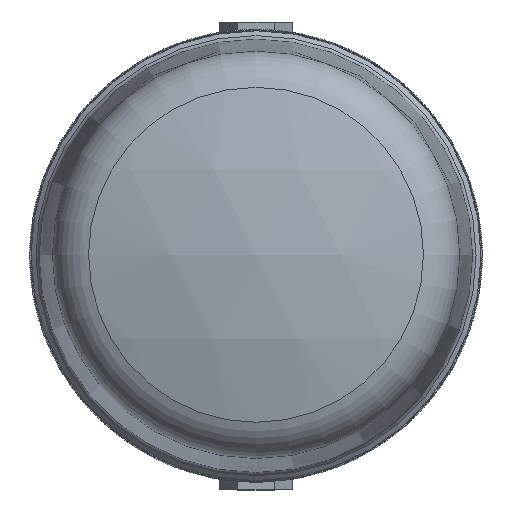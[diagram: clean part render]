
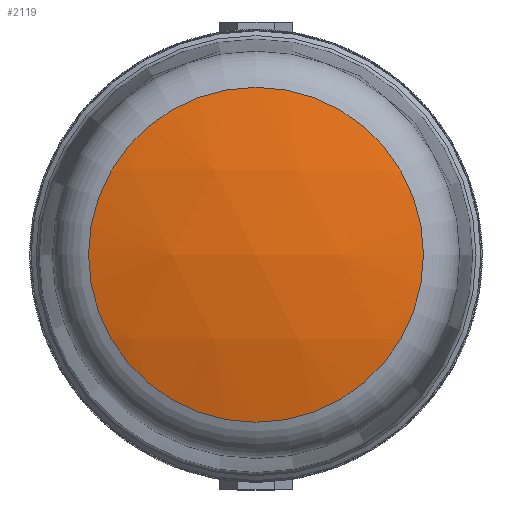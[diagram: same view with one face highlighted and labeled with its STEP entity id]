
A CAD part, top view. The second image highlights one B-rep face of the part: STEP entity #2119.
In plain terms, the highlighted spherical face has radius 210 mm.
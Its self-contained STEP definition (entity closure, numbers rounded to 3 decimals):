
#776=SPHERICAL_SURFACE('',#20092,210.);
#2119=ADVANCED_FACE('',(#3959),#776,.T.);
#3959=FACE_OUTER_BOUND('',#4990,.T.);
#4990=EDGE_LOOP('',(#13028));
#13028=ORIENTED_EDGE('',*,*,#15128,.T.);
#13527=VERTEX_POINT('',#25412);
#15128=EDGE_CURVE('',#13527,#13527,#17670,.T.);
#17670=CIRCLE('',#18462,59.698);
#18462=AXIS2_PLACEMENT_3D('',#25411,#20380,#20381);
#20092=AXIS2_PLACEMENT_3D('',#31045,#24805,#24806);
#20380=DIRECTION('',(0.,0.,1.));
#20381=DIRECTION('',(-1.,0.,0.));
#24805=DIRECTION('',(0.,-1.,0.));
#24806=DIRECTION('',(-1.,0.,0.));
#25411=CARTESIAN_POINT('',(0.,0.,228.136));
#25412=CARTESIAN_POINT('',(-59.698,0.,228.136));
#31045=CARTESIAN_POINT('',(0.,0.,26.8));
